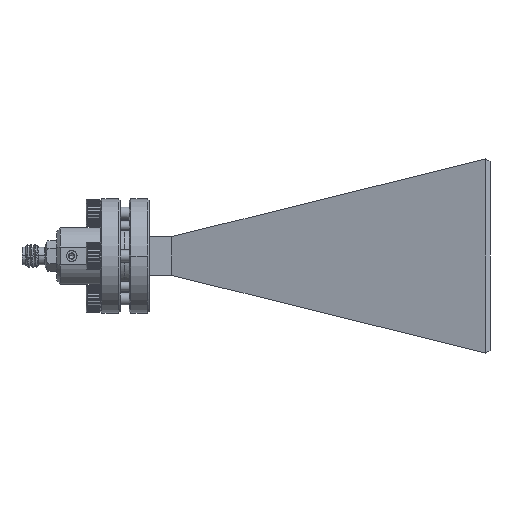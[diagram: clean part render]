
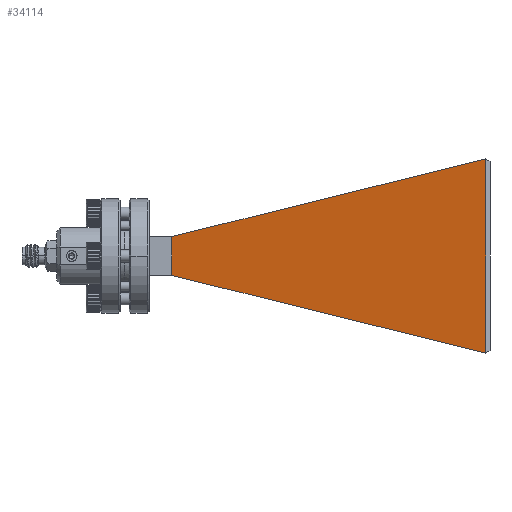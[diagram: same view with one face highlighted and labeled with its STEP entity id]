
A CAD part, front view. The second image highlights one B-rep face of the part: STEP entity #34114.
In plain terms, the highlighted planar face has unit normal (-0.204, -0.979, 0).
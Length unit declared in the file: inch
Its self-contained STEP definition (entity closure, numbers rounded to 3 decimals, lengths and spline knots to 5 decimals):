
#19 = CARTESIAN_POINT ( 'NONE',  ( 1.02256, -0.59835, 0.01434 ) ) ;
#434 = VERTEX_POINT ( 'NONE', #5530 ) ;
#891 = VERTEX_POINT ( 'NONE', #16944 ) ;
#1163 = DIRECTION ( 'NONE',  ( -0.951, 0.199, -0.236 ) ) ;
#1174 = DIRECTION ( 'NONE',  ( -0.951, 0.199, 0.236 ) ) ;
#2007 = VECTOR ( 'NONE', #14685, 39.37008 ) ;
#2655 = EDGE_CURVE ( 'NONE', #33846, #891, #26615, .T. ) ;
#3030 = FACE_OUTER_BOUND ( 'NONE', #8816, .T. ) ;
#4461 = LINE ( 'NONE', #22797, #2007 ) ;
#4971 = CARTESIAN_POINT ( 'NONE',  ( 1.32525, -0.66157, 0.01434 ) ) ;
#5203 = VECTOR ( 'NONE', #29082, 39.37008 ) ;
#5530 = CARTESIAN_POINT ( 'NONE',  ( -0.73538, -0.2312, -0.11266 ) ) ;
#8816 = EDGE_LOOP ( 'NONE', ( #27137, #32805, #34052, #11237 ) ) ;
#10710 = DIRECTION ( 'NONE',  ( 0.979, -0.204, 0. ) ) ;
#11237 = ORIENTED_EDGE ( 'NONE', *, *, #24186, .T. ) ;
#11398 = LINE ( 'NONE', #4971, #5203 ) ;
#12265 = LINE ( 'NONE', #19544, #28073 ) ;
#14685 = DIRECTION ( 'NONE',  ( 0., 0., -1. ) ) ;
#15715 = PLANE ( 'NONE',  #29214 ) ;
#16944 = CARTESIAN_POINT ( 'NONE',  ( -0.73538, -0.2312, 0.14134 ) ) ;
#17218 = VERTEX_POINT ( 'NONE', #18902 ) ;
#18555 = EDGE_CURVE ( 'NONE', #17218, #434, #12265, .T. ) ;
#18902 = CARTESIAN_POINT ( 'NONE',  ( 1.32525, -0.66157, -0.62338 ) ) ;
#19544 = CARTESIAN_POINT ( 'NONE',  ( 1.35462, -0.6677, -0.63066 ) ) ;
#21351 = DIRECTION ( 'NONE',  ( -0.204, -0.979, 0. ) ) ;
#22762 = CARTESIAN_POINT ( 'NONE',  ( 1.35462, -0.6677, 0.65934 ) ) ;
#22797 = CARTESIAN_POINT ( 'NONE',  ( -0.73538, -0.2312, 0.14134 ) ) ;
#24186 = EDGE_CURVE ( 'NONE', #891, #434, #4461, .T. ) ;
#26100 = EDGE_CURVE ( 'NONE', #17218, #33846, #11398, .T. ) ;
#26615 = LINE ( 'NONE', #22762, #27457 ) ;
#27103 = CARTESIAN_POINT ( 'NONE',  ( 1.32525, -0.66157, 0.65206 ) ) ;
#27137 = ORIENTED_EDGE ( 'NONE', *, *, #18555, .F. ) ;
#27457 = VECTOR ( 'NONE', #1163, 39.37008 ) ;
#28073 = VECTOR ( 'NONE', #1174, 39.37008 ) ;
#29082 = DIRECTION ( 'NONE',  ( 0., 0., 1. ) ) ;
#29214 = AXIS2_PLACEMENT_3D ( 'NONE', #19, #21351, #10710 ) ;
#32805 = ORIENTED_EDGE ( 'NONE', *, *, #26100, .T. ) ;
#33846 = VERTEX_POINT ( 'NONE', #27103 ) ;
#34052 = ORIENTED_EDGE ( 'NONE', *, *, #2655, .T. ) ;
#34114 = ADVANCED_FACE ( 'NONE', ( #3030 ), #15715, .T. ) ;
